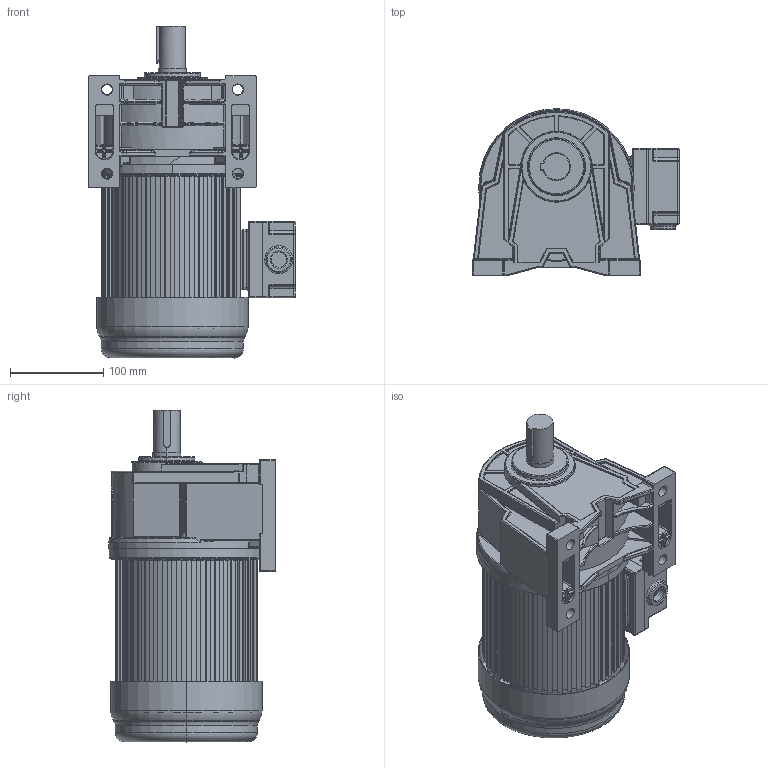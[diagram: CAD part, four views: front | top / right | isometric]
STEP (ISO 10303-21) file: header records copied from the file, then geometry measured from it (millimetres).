
FILE_DESCRIPTION((''),'2;1');
FILE_NAME('ASM0007_ASM','2022-03-12T',('gkkg'),(''),'PRO/ENGINEER BY PARAMETRIC TECHNOLOGY CORPORATION, 2010280','PRO/ENGINEER BY PARAMETRIC TECHNOLOGY CORPORATION, 2010280','');
FILE_SCHEMA(('CONFIG_CONTROL_DESIGN'));
Products named in the file (13): GH28_; G28JIAGONG; ASM0008_ASM; GH28__ASM; PRT0015; PRT0016; PRT0017; PRT0018; ASM0011_ASM; PRT0019; ASM0010_ASM; ASM0009_ASM; ASM0007_ASM
Assembly tree (12 placements, depth 5):
  ASM0007_ASM
    GH28__ASM
      ASM0008_ASM
        GH28_
        G28JIAGONG
    PRT0015
    PRT0016
    PRT0017
    ASM0009_ASM
      ASM0010_ASM
        ASM0011_ASM
          PRT0018
        PRT0019
Bounding box: 220.75 x 178.37 x 355.3 mm (x, y, z)
Volume: 1040684.2 mm3; surface area: 643554.2 mm2
Topology: 13 solids, 17 shells, 4553 faces, 12451 edges, 7979 vertices
Faces by surface type: plane 2473, cylinder 1183, torus 523, bspline 260, cone 68, sphere 44, extrusion 2
Entity records: 157683 total; most frequent: CARTESIAN_POINT 41446, ORIENTED_EDGE 24796, DIRECTION 23998, EDGE_CURVE 12399, AXIS2_PLACEMENT_3D 8073, VERTEX_POINT 7979, VECTOR 7852, LINE 7850
